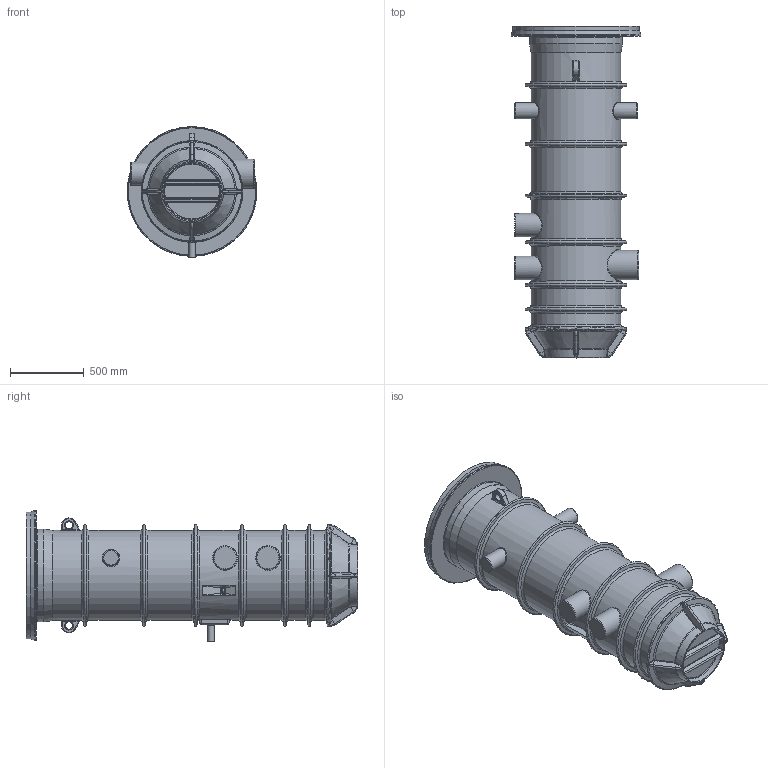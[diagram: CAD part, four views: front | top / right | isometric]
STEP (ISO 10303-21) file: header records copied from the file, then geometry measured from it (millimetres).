
FILE_DESCRIPTION(/* description */ (''),/* implementation_level */ '2;1');
FILE_NAME(/* name */ '2543047c3d001_02.stp',/* time_stamp */ '2023-08-28T10:51:22+02:00',/* author */ (''),/* organization */ ('WILO SE'),/* preprocessor_version */ 'ST-DEVELOPER v16.7',/* originating_system */ 'SIEMENS PLM Software NX 12.0',/* authorisation */ '');
FILE_SCHEMA (('AUTOMOTIVE_DESIGN { 1 0 10303 214 3 1 1 1 }'));
Products named in the file (1): Hild087011143d9g
Bounding box: 880 x 2250 x 887.24 mm (x, y, z)
Volume: 51270576.5 mm3; surface area: 12921465.2 mm2
Topology: 42 solids, 44 shells, 2556 faces, 6320 edges, 3884 vertices
Faces by surface type: plane 987, bspline 649, cylinder 497, cone 227, torus 132, sphere 60, revolution 4
Full cylindrical faces by diameter (mm): 5 x2, 6.2 x2, 8.376 x4, 8.4 x3, 9 x2, 10 x3, 10.5 x2, 11 x2, 13.835 x4, 16 x4, 17 x8, 20 x3, 22 x1, 22.5 x4, 24 x2, 26 x1, 30 x10, 30.291 x1, 32 x1, 36 x4, 36.4 x1, 38.952 x2, 41.91 x3, 42.1 x1, 42.2 x2, 42.4 x3, 47.8 x1, 48 x2, 50 x4, 51 x1
Entity records: 95413 total; most frequent: CARTESIAN_POINT 40948, ORIENTED_EDGE 11734, DIRECTION 9627, EDGE_CURVE 5867, VERTEX_POINT 3786, AXIS2_PLACEMENT_3D 3661, EDGE_LOOP 3017, ADVANCED_FACE 2555
